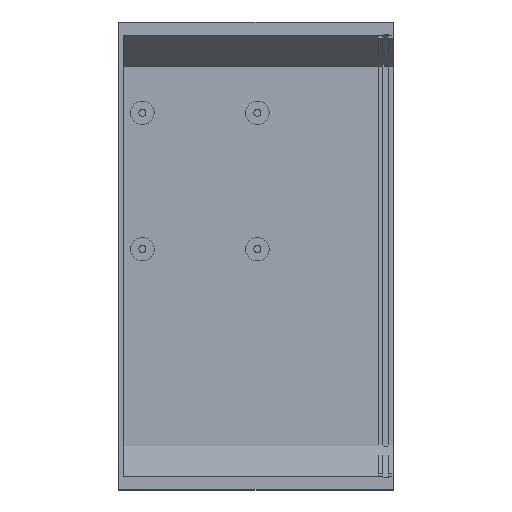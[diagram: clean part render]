
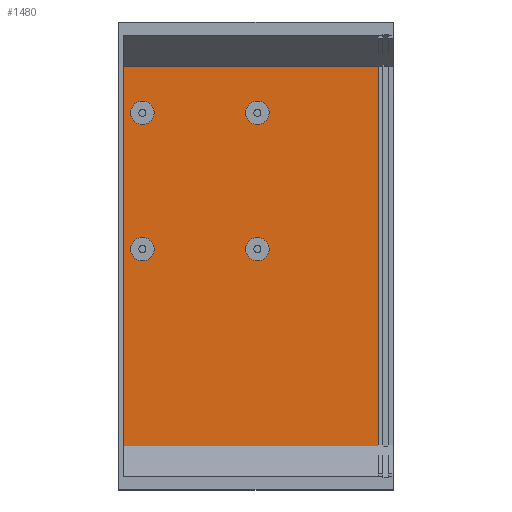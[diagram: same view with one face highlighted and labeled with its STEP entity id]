
A CAD part, top view. The second image highlights one B-rep face of the part: STEP entity #1480.
In plain terms, the highlighted planar face has unit normal (0, 0, 1).
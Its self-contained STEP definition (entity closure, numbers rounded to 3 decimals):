
#28=FACE_BOUND('',#170,.T.);
#29=FACE_BOUND('',#171,.T.);
#30=FACE_BOUND('',#172,.T.);
#31=FACE_BOUND('',#173,.T.);
#42=CIRCLE('',#1596,5.);
#43=CIRCLE('',#1599,5.);
#44=CIRCLE('',#1600,5.);
#45=CIRCLE('',#1601,5.);
#74=FACE_OUTER_BOUND('',#169,.T.);
#169=EDGE_LOOP('',(#1017,#1018,#1019,#1020));
#170=EDGE_LOOP('',(#1021));
#171=EDGE_LOOP('',(#1022));
#172=EDGE_LOOP('',(#1023));
#173=EDGE_LOOP('',(#1024));
#289=LINE('',#2168,#477);
#290=LINE('',#2170,#478);
#291=LINE('',#2172,#479);
#292=LINE('',#2173,#480);
#477=VECTOR('',#1753,10.);
#478=VECTOR('',#1754,10.);
#479=VECTOR('',#1755,10.);
#480=VECTOR('',#1756,10.);
#658=VERTEX_POINT('',#2161);
#659=VERTEX_POINT('',#2166);
#660=VERTEX_POINT('',#2167);
#661=VERTEX_POINT('',#2169);
#662=VERTEX_POINT('',#2171);
#663=VERTEX_POINT('',#2174);
#664=VERTEX_POINT('',#2176);
#665=VERTEX_POINT('',#2178);
#800=EDGE_CURVE('',#658,#658,#42,.T.);
#801=EDGE_CURVE('',#659,#660,#289,.T.);
#802=EDGE_CURVE('',#661,#660,#290,.T.);
#803=EDGE_CURVE('',#662,#661,#291,.T.);
#804=EDGE_CURVE('',#662,#659,#292,.T.);
#805=EDGE_CURVE('',#663,#663,#43,.T.);
#806=EDGE_CURVE('',#664,#664,#44,.T.);
#807=EDGE_CURVE('',#665,#665,#45,.T.);
#1017=ORIENTED_EDGE('',*,*,#801,.T.);
#1018=ORIENTED_EDGE('',*,*,#802,.F.);
#1019=ORIENTED_EDGE('',*,*,#803,.F.);
#1020=ORIENTED_EDGE('',*,*,#804,.T.);
#1021=ORIENTED_EDGE('',*,*,#805,.T.);
#1022=ORIENTED_EDGE('',*,*,#806,.T.);
#1023=ORIENTED_EDGE('',*,*,#807,.T.);
#1024=ORIENTED_EDGE('',*,*,#800,.T.);
#1392=PLANE('',#1598);
#1480=ADVANCED_FACE('',(#74,#28,#29,#30,#31),#1392,.T.);
#1596=AXIS2_PLACEMENT_3D('',#2163,#1747,#1748);
#1598=AXIS2_PLACEMENT_3D('',#2165,#1751,#1752);
#1599=AXIS2_PLACEMENT_3D('',#2175,#1757,#1758);
#1600=AXIS2_PLACEMENT_3D('',#2177,#1759,#1760);
#1601=AXIS2_PLACEMENT_3D('',#2179,#1761,#1762);
#1747=DIRECTION('center_axis',(0.,0.,-1.));
#1748=DIRECTION('ref_axis',(-1.,0.,0.));
#1751=DIRECTION('center_axis',(0.,0.,1.));
#1752=DIRECTION('ref_axis',(0.,-1.,0.));
#1753=DIRECTION('',(0.,1.,0.));
#1754=DIRECTION('',(1.,0.,0.));
#1755=DIRECTION('',(0.,1.,0.));
#1756=DIRECTION('',(1.,0.,0.));
#1757=DIRECTION('center_axis',(0.,0.,-1.));
#1758=DIRECTION('ref_axis',(-1.,0.,0.));
#1759=DIRECTION('center_axis',(0.,0.,-1.));
#1760=DIRECTION('ref_axis',(-1.,0.,0.));
#1761=DIRECTION('center_axis',(0.,0.,-1.));
#1762=DIRECTION('ref_axis',(-1.,0.,0.));
#2161=CARTESIAN_POINT('',(64.,-20.,0.));
#2163=CARTESIAN_POINT('Origin',(59.,-20.,0.));
#2165=CARTESIAN_POINT('Origin',(0.,0.,0.));
#2166=CARTESIAN_POINT('',(112.5,-162.,0.));
#2167=CARTESIAN_POINT('',(112.5,0.,0.));
#2168=CARTESIAN_POINT('',(112.5,-81.,0.));
#2169=CARTESIAN_POINT('',(2.,0.,0.));
#2170=CARTESIAN_POINT('',(0.,0.,0.));
#2171=CARTESIAN_POINT('',(2.,-162.,0.));
#2172=CARTESIAN_POINT('',(2.,0.,0.));
#2173=CARTESIAN_POINT('',(0.,-162.,0.));
#2174=CARTESIAN_POINT('',(15.,-78.,0.));
#2175=CARTESIAN_POINT('Origin',(10.,-78.,0.));
#2176=CARTESIAN_POINT('',(15.,-20.,0.));
#2177=CARTESIAN_POINT('Origin',(10.,-20.,0.));
#2178=CARTESIAN_POINT('',(64.,-78.,0.));
#2179=CARTESIAN_POINT('Origin',(59.,-78.,0.));
